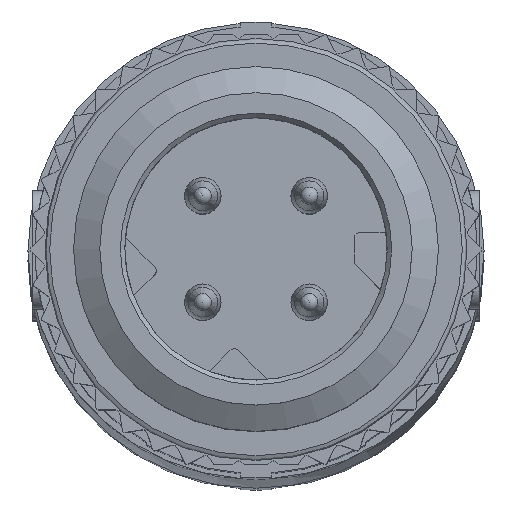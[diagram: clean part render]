
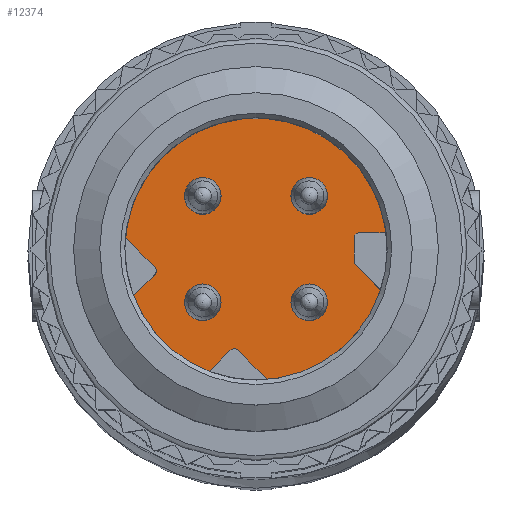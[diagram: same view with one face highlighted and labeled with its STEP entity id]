
A CAD part, top view. The second image highlights one B-rep face of the part: STEP entity #12374.
In plain terms, the highlighted planar face has unit normal (0, 0, 1).
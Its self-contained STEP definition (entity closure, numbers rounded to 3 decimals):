
#156=LINE('',#17041,#996);
#157=LINE('',#17045,#997);
#158=LINE('',#17046,#998);
#159=LINE('',#17050,#999);
#160=LINE('',#17051,#1000);
#161=LINE('',#17055,#1001);
#162=LINE('',#17059,#1002);
#996=VECTOR('',#14166,1000.);
#997=VECTOR('',#14169,1000.);
#998=VECTOR('',#14170,1000.);
#999=VECTOR('',#14173,1000.);
#1000=VECTOR('',#14174,1000.);
#1001=VECTOR('',#14177,1000.);
#1002=VECTOR('',#14180,1000.);
#2178=ORIENTED_EDGE('',*,*,#4810,.F.);
#2179=ORIENTED_EDGE('',*,*,#4811,.T.);
#2180=ORIENTED_EDGE('',*,*,#4812,.T.);
#2181=ORIENTED_EDGE('',*,*,#4807,.F.);
#2182=ORIENTED_EDGE('',*,*,#4813,.F.);
#2183=ORIENTED_EDGE('',*,*,#4814,.T.);
#2184=ORIENTED_EDGE('',*,*,#4815,.T.);
#2185=ORIENTED_EDGE('',*,*,#4803,.F.);
#2186=ORIENTED_EDGE('',*,*,#4816,.F.);
#2187=ORIENTED_EDGE('',*,*,#4817,.T.);
#2188=ORIENTED_EDGE('',*,*,#4818,.T.);
#2189=ORIENTED_EDGE('',*,*,#4819,.T.);
#2190=ORIENTED_EDGE('',*,*,#4820,.T.);
#2191=ORIENTED_EDGE('',*,*,#4799,.F.);
#2192=ORIENTED_EDGE('',*,*,#4821,.T.);
#2193=ORIENTED_EDGE('',*,*,#4822,.T.);
#2194=ORIENTED_EDGE('',*,*,#4823,.T.);
#2195=ORIENTED_EDGE('',*,*,#4824,.T.);
#4799=EDGE_CURVE('',#6120,#6122,#6944,.T.);
#4803=EDGE_CURVE('',#6125,#6126,#6946,.T.);
#4807=EDGE_CURVE('',#6129,#6130,#6948,.T.);
#4810=EDGE_CURVE('',#6132,#6120,#156,.T.);
#4811=EDGE_CURVE('',#6132,#6133,#6950,.T.);
#4812=EDGE_CURVE('',#6133,#6130,#157,.T.);
#4813=EDGE_CURVE('',#6134,#6129,#158,.T.);
#4814=EDGE_CURVE('',#6134,#6135,#6951,.T.);
#4815=EDGE_CURVE('',#6135,#6126,#159,.T.);
#4816=EDGE_CURVE('',#6136,#6125,#160,.T.);
#4817=EDGE_CURVE('',#6136,#6137,#6952,.T.);
#4818=EDGE_CURVE('',#6137,#6138,#161,.T.);
#4819=EDGE_CURVE('',#6138,#6139,#6953,.T.);
#4820=EDGE_CURVE('',#6139,#6122,#162,.T.);
#4821=EDGE_CURVE('',#6140,#6140,#6954,.F.);
#4822=EDGE_CURVE('',#6141,#6141,#6955,.F.);
#4823=EDGE_CURVE('',#6142,#6142,#6956,.F.);
#4824=EDGE_CURVE('',#6143,#6143,#6957,.F.);
#6120=VERTEX_POINT('',#17017);
#6122=VERTEX_POINT('',#17020);
#6125=VERTEX_POINT('',#17026);
#6126=VERTEX_POINT('',#17028);
#6129=VERTEX_POINT('',#17034);
#6130=VERTEX_POINT('',#17036);
#6132=VERTEX_POINT('',#17042);
#6133=VERTEX_POINT('',#17044);
#6134=VERTEX_POINT('',#17047);
#6135=VERTEX_POINT('',#17049);
#6136=VERTEX_POINT('',#17052);
#6137=VERTEX_POINT('',#17054);
#6138=VERTEX_POINT('',#17056);
#6139=VERTEX_POINT('',#17058);
#6140=VERTEX_POINT('',#17061);
#6141=VERTEX_POINT('',#17063);
#6142=VERTEX_POINT('',#17065);
#6143=VERTEX_POINT('',#17067);
#6944=CIRCLE('',#12981,2.875);
#6946=CIRCLE('',#12983,2.875);
#6948=CIRCLE('',#12985,2.875);
#6950=CIRCLE('',#12988,0.1);
#6951=CIRCLE('',#12989,0.1);
#6952=CIRCLE('',#12990,0.1);
#6953=CIRCLE('',#12991,0.1);
#6954=CIRCLE('',#12992,0.4);
#6955=CIRCLE('',#12993,0.4);
#6956=CIRCLE('',#12994,0.4);
#6957=CIRCLE('',#12995,0.4);
#7348=EDGE_LOOP('',(#2178,#2179,#2180,#2181,#2182,#2183,#2184,#2185,#2186,
#2187,#2188,#2189,#2190,#2191));
#7349=EDGE_LOOP('',(#2192));
#7350=EDGE_LOOP('',(#2193));
#7351=EDGE_LOOP('',(#2194));
#7352=EDGE_LOOP('',(#2195));
#7952=FACE_BOUND('',#7348,.T.);
#7953=FACE_BOUND('',#7349,.T.);
#7954=FACE_BOUND('',#7350,.T.);
#7955=FACE_BOUND('',#7351,.T.);
#7956=FACE_BOUND('',#7352,.T.);
#8535=PLANE('',#12987);
#12374=ADVANCED_FACE('',(#7952,#7953,#7954,#7955,#7956),#8535,.T.);
#12981=AXIS2_PLACEMENT_3D('',#17019,#14147,#14148);
#12983=AXIS2_PLACEMENT_3D('',#17027,#14153,#14154);
#12985=AXIS2_PLACEMENT_3D('',#17035,#14159,#14160);
#12987=AXIS2_PLACEMENT_3D('',#17040,#14164,#14165);
#12988=AXIS2_PLACEMENT_3D('',#17043,#14167,#14168);
#12989=AXIS2_PLACEMENT_3D('',#17048,#14171,#14172);
#12990=AXIS2_PLACEMENT_3D('',#17053,#14175,#14176);
#12991=AXIS2_PLACEMENT_3D('',#17057,#14178,#14179);
#12992=AXIS2_PLACEMENT_3D('',#17060,#14181,#14182);
#12993=AXIS2_PLACEMENT_3D('',#17062,#14183,#14184);
#12994=AXIS2_PLACEMENT_3D('',#17064,#14185,#14186);
#12995=AXIS2_PLACEMENT_3D('',#17066,#14187,#14188);
#14147=DIRECTION('',(0.,0.,-1.));
#14148=DIRECTION('',(-1.,0.,0.));
#14153=DIRECTION('',(0.,0.,-1.));
#14154=DIRECTION('',(-1.,0.,0.));
#14159=DIRECTION('',(0.,0.,-1.));
#14160=DIRECTION('',(-1.,0.,0.));
#14164=DIRECTION('',(0.,0.,1.));
#14165=DIRECTION('',(1.,0.,0.));
#14166=DIRECTION('',(-0.707,0.707,0.));
#14167=DIRECTION('',(0.,0.,-1.));
#14168=DIRECTION('',(-1.,0.,0.));
#14169=DIRECTION('',(-0.707,-0.707,0.));
#14170=DIRECTION('',(-0.707,-0.707,0.));
#14171=DIRECTION('',(0.,0.,-1.));
#14172=DIRECTION('',(-1.,0.,0.));
#14173=DIRECTION('',(0.707,-0.707,0.));
#14174=DIRECTION('',(0.707,-0.707,0.));
#14175=DIRECTION('',(0.,0.,-1.));
#14176=DIRECTION('',(-1.,0.,0.));
#14177=DIRECTION('',(0.,1.,0.));
#14178=DIRECTION('',(0.,0.,-1.));
#14179=DIRECTION('',(-1.,0.,0.));
#14180=DIRECTION('',(1.,0.,0.));
#14181=DIRECTION('',(0.,0.,1.));
#14182=DIRECTION('',(1.,0.,0.));
#14183=DIRECTION('',(0.,0.,1.));
#14184=DIRECTION('',(1.,0.,0.));
#14185=DIRECTION('',(0.,0.,1.));
#14186=DIRECTION('',(1.,0.,0.));
#14187=DIRECTION('',(0.,0.,1.));
#14188=DIRECTION('',(1.,0.,0.));
#17017=CARTESIAN_POINT('',(-2.864,0.248,8.2));
#17019=CARTESIAN_POINT('',(0.,0.,8.2));
#17020=CARTESIAN_POINT('',(2.854,0.35,8.2));
#17026=CARTESIAN_POINT('',(2.732,-0.894,8.2));
#17027=CARTESIAN_POINT('',(0.,0.,8.2));
#17028=CARTESIAN_POINT('',(0.248,-2.864,8.2));
#17034=CARTESIAN_POINT('',(-1.025,-2.686,8.2));
#17035=CARTESIAN_POINT('',(0.,0.,8.2));
#17036=CARTESIAN_POINT('',(-2.686,-1.025,8.2));
#17040=CARTESIAN_POINT('',(0.,2.875,8.2));
#17041=CARTESIAN_POINT('',(-2.746,0.129,8.2));
#17042=CARTESIAN_POINT('',(-2.21,-0.407,8.2));
#17043=CARTESIAN_POINT('',(-2.28,-0.477,8.2));
#17044=CARTESIAN_POINT('',(-2.21,-0.548,8.2));
#17045=CARTESIAN_POINT('',(-2.21,-0.548,8.2));
#17046=CARTESIAN_POINT('',(2.268,0.607,8.2));
#17047=CARTESIAN_POINT('',(-0.548,-2.21,8.2));
#17048=CARTESIAN_POINT('',(-0.477,-2.28,8.2));
#17049=CARTESIAN_POINT('',(-0.407,-2.21,8.2));
#17050=CARTESIAN_POINT('',(-0.407,-2.21,8.2));
#17051=CARTESIAN_POINT('',(-0.518,2.357,8.2));
#17052=CARTESIAN_POINT('',(2.179,-0.341,8.2));
#17053=CARTESIAN_POINT('',(2.25,-0.27,8.2));
#17054=CARTESIAN_POINT('',(2.15,-0.27,8.2));
#17055=CARTESIAN_POINT('',(2.15,-0.27,8.2));
#17056=CARTESIAN_POINT('',(2.15,0.25,8.2));
#17057=CARTESIAN_POINT('',(2.25,0.25,8.2));
#17058=CARTESIAN_POINT('',(2.25,0.35,8.2));
#17059=CARTESIAN_POINT('',(2.25,0.35,8.2));
#17060=CARTESIAN_POINT('',(1.167,1.167,8.2));
#17061=CARTESIAN_POINT('',(1.567,1.167,8.2));
#17062=CARTESIAN_POINT('',(-1.167,-1.167,8.2));
#17063=CARTESIAN_POINT('',(-0.767,-1.167,8.2));
#17064=CARTESIAN_POINT('',(-1.167,1.167,8.2));
#17065=CARTESIAN_POINT('',(-0.767,1.167,8.2));
#17066=CARTESIAN_POINT('',(1.167,-1.167,8.2));
#17067=CARTESIAN_POINT('',(1.567,-1.167,8.2));
